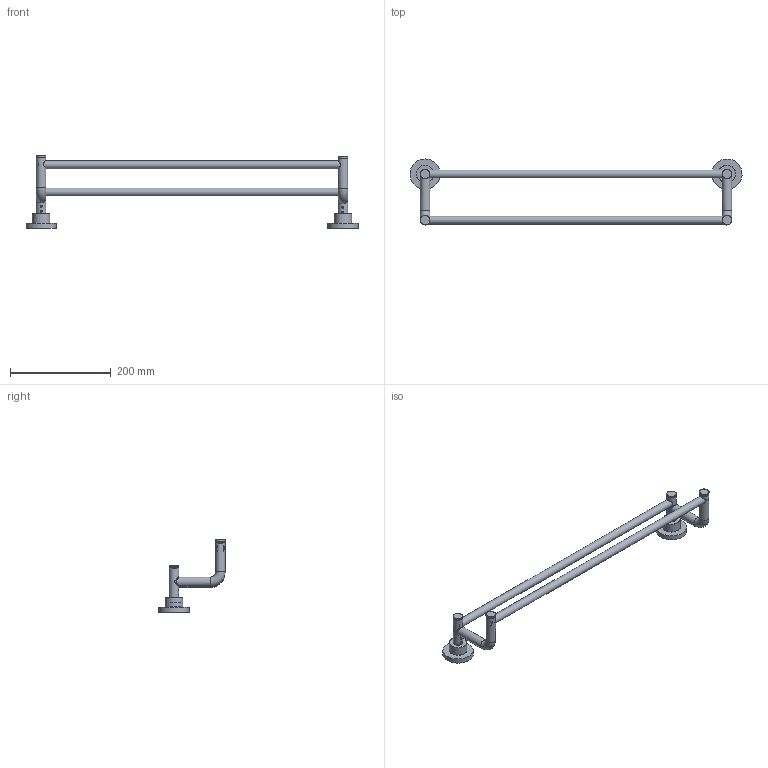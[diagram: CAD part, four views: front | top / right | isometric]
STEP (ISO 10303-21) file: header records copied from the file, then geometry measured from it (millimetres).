
FILE_DESCRIPTION(/* description */ (''),/* implementation_level */ '2;1');
FILE_NAME(/* name */ 'ST6 3D.stp',/* time_stamp */ '2021-03-15T14:15:29-04:00',/* author */ ('fbrousse'),/* organization */ (''),/* preprocessor_version */ 'ST-DEVELOPER v17',/* originating_system */ 'Autodesk Inventor 2018',/* authorisation */ '');
FILE_SCHEMA (('CONFIG_CONTROL_DESIGN'));
Length unit declared in the file: millimetre
Products named in the file (9): ST6; ST6-1; 028-145; 042-009; 391-008; ST9-C; 040-003; 051-005; 028-065
Assembly tree (15 placements, depth 3):
  ST6
    ST6-1
      028-145  x2
      040-003  x2
      051-005  x4
      391-008  x2
      042-009
      ST9-C
    028-065  x2
Bounding box: 659.89 x 131.5 x 144 mm (x, y, z)
Volume: 138341 mm3; surface area: 195237.4 mm2
Topology: 14 solids, 14 shells, 180 faces, 442 edges, 310 vertices
Faces by surface type: cylinder 70, plane 60, torus 24, cone 18, bspline 8
Full cylindrical faces by diameter (mm): 4 x4, 5 x2, 6 x4, 6.4 x2, 12 x4, 13 x4, 13.3 x2, 14 x4, 14.25 x2, 15 x2, 15.75 x4, 15.8 x2, 16.4 x4, 17.2 x2, 17.5 x2, 19 x10, 19.496 x2, 31 x2, 35 x2, 51 x2, 60 x2
Entity records: 6904 total; most frequent: CARTESIAN_POINT 3770, DIRECTION 642, ORIENTED_EDGE 544, AXIS2_PLACEMENT_3D 290, EDGE_CURVE 272, VERTEX_POINT 190, EDGE_LOOP 158, CIRCLE 150
